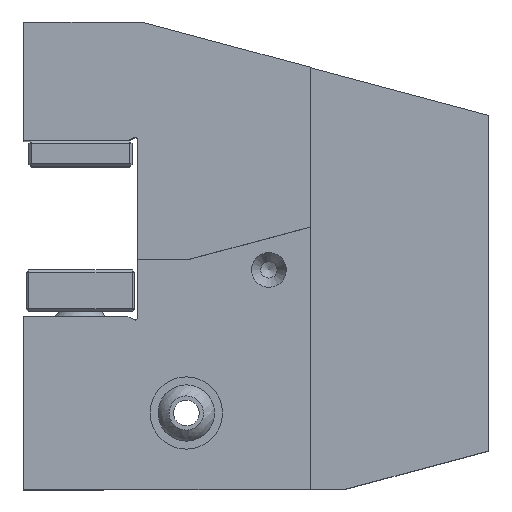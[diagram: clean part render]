
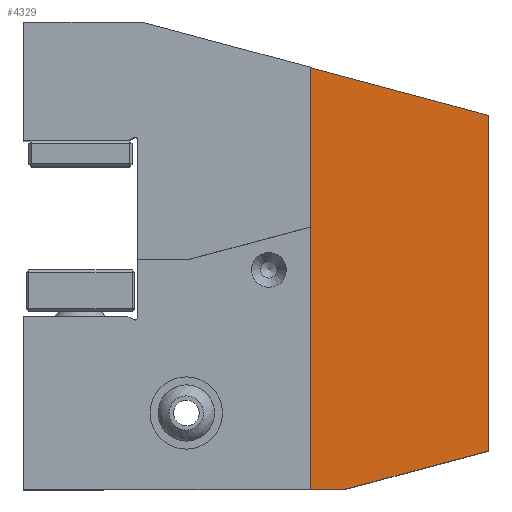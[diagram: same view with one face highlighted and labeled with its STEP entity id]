
A CAD part, top view. The second image highlights one B-rep face of the part: STEP entity #4329.
In plain terms, the highlighted planar face has unit normal (0, 0, 1).
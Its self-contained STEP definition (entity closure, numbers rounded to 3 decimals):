
#39 = EDGE_CURVE ( 'NONE', #1278, #2801, #1804, .T. ) ;
#52 = CARTESIAN_POINT ( 'NONE',  ( -1.279, 56.194, 17.781 ) ) ;
#191 = EDGE_CURVE ( 'NONE', #2614, #1278, #6835, .T. ) ;
#257 = FACE_OUTER_BOUND ( 'NONE', #5576, .T. ) ;
#268 = DIRECTION ( 'NONE',  ( 0., -1., 0. ) ) ;
#541 = ORIENTED_EDGE ( 'NONE', *, *, #5650, .T. ) ;
#735 = ORIENTED_EDGE ( 'NONE', *, *, #191, .T. ) ;
#976 = EDGE_CURVE ( 'NONE', #2801, #1896, #2494, .T. ) ;
#1001 = VECTOR ( 'NONE', #4033, 1000. ) ;
#1119 = VECTOR ( 'NONE', #4935, 1000. ) ;
#1278 = VERTEX_POINT ( 'NONE', #2892 ) ;
#1290 = CARTESIAN_POINT ( 'NONE',  ( 33.221, -26.806, 17.781 ) ) ;
#1417 = DIRECTION ( 'NONE',  ( 0.966, 0.259, 0. ) ) ;
#1460 = DIRECTION ( 'NONE',  ( 0., 0., -1. ) ) ;
#1672 = ORIENTED_EDGE ( 'NONE', *, *, #6658, .T. ) ;
#1804 = LINE ( 'NONE', #52, #6069 ) ;
#1896 = VERTEX_POINT ( 'NONE', #3411 ) ;
#1994 = ORIENTED_EDGE ( 'NONE', *, *, #39, .T. ) ;
#2184 = VECTOR ( 'NONE', #5042, 1000. ) ;
#2252 = VERTEX_POINT ( 'NONE', #1290 ) ;
#2494 = LINE ( 'NONE', #3728, #1119 ) ;
#2614 = VERTEX_POINT ( 'NONE', #4399 ) ;
#2801 = VERTEX_POINT ( 'NONE', #5625 ) ;
#2892 = CARTESIAN_POINT ( 'NONE',  ( -1.279, 47.437, 17.781 ) ) ;
#3254 = VECTOR ( 'NONE', #1417, 1000. ) ;
#3358 = CARTESIAN_POINT ( 'NONE',  ( 33.221, -34.306, 17.781 ) ) ;
#3411 = CARTESIAN_POINT ( 'NONE',  ( 5.231, -34.306, 17.781 ) ) ;
#3623 = CARTESIAN_POINT ( 'NONE',  ( 51.345, 33.337, 17.781 ) ) ;
#3657 = PLANE ( 'NONE',  #5862 ) ;
#3728 = CARTESIAN_POINT ( 'NONE',  ( 33.221, -34.306, 17.781 ) ) ;
#3856 = CARTESIAN_POINT ( 'NONE',  ( 31.346, -27.309, 17.781 ) ) ;
#4033 = DIRECTION ( 'NONE',  ( -0.966, 0.259, 0. ) ) ;
#4329 = ADVANCED_FACE ( 'NONE', ( #257 ), #3657, .F. ) ;
#4399 = CARTESIAN_POINT ( 'NONE',  ( 33.221, 38.194, 17.781 ) ) ;
#4511 = LINE ( 'NONE', #3856, #3254 ) ;
#4935 = DIRECTION ( 'NONE',  ( 1., 0., 0. ) ) ;
#5042 = DIRECTION ( 'NONE',  ( 0., 1., 0. ) ) ;
#5142 = DIRECTION ( 'NONE',  ( -1., 0., 0. ) ) ;
#5179 = LINE ( 'NONE', #6593, #2184 ) ;
#5576 = EDGE_LOOP ( 'NONE', ( #1672, #735, #1994, #6418, #541 ) ) ;
#5625 = CARTESIAN_POINT ( 'NONE',  ( -1.279, -34.306, 17.781 ) ) ;
#5650 = EDGE_CURVE ( 'NONE', #1896, #2252, #4511, .T. ) ;
#5862 = AXIS2_PLACEMENT_3D ( 'NONE', #3358, #1460, #5142 ) ;
#6069 = VECTOR ( 'NONE', #268, 1000. ) ;
#6418 = ORIENTED_EDGE ( 'NONE', *, *, #976, .T. ) ;
#6593 = CARTESIAN_POINT ( 'NONE',  ( 33.221, 56.194, 17.781 ) ) ;
#6658 = EDGE_CURVE ( 'NONE', #2252, #2614, #5179, .T. ) ;
#6835 = LINE ( 'NONE', #3623, #1001 ) ;
